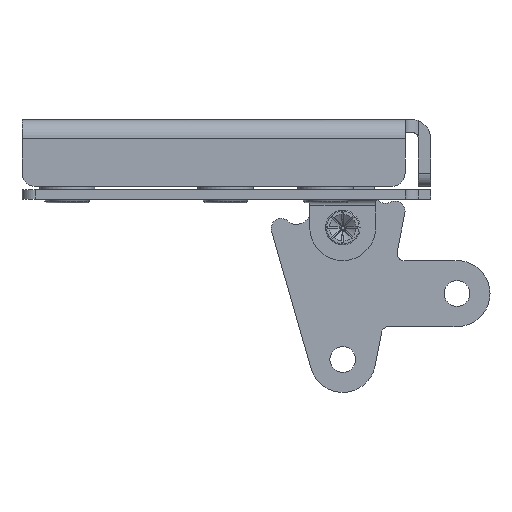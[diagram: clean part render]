
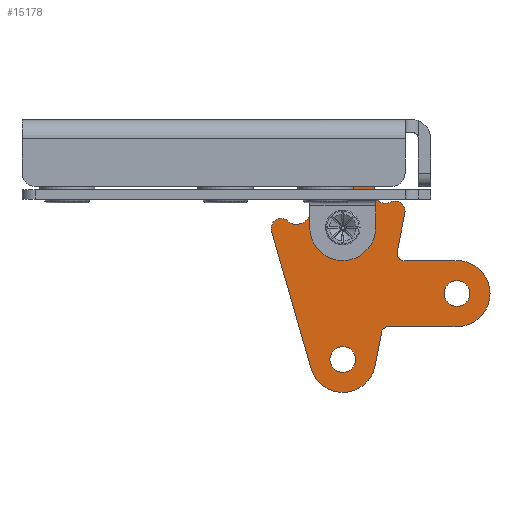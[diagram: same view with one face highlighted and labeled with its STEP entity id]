
A CAD part, front view. The second image highlights one B-rep face of the part: STEP entity #15178.
In plain terms, the highlighted face is planar.
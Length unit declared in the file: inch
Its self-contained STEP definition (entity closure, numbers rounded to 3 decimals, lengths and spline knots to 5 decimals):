
#1115=FACE_BOUND('',#3378,.T.);
#1116=FACE_BOUND('',#3379,.T.);
#1117=FACE_BOUND('',#3380,.T.);
#1447=CIRCLE('',#16269,0.03125);
#1464=CIRCLE('',#16289,0.03125);
#1465=CIRCLE('',#16291,0.06625);
#1466=CIRCLE('',#16294,0.06625);
#1467=CIRCLE('',#16297,0.06625);
#1468=CIRCLE('',#16300,0.06625);
#1469=CIRCLE('',#16303,0.1225);
#1470=CIRCLE('',#16305,0.1225);
#1471=CIRCLE('',#16307,0.19625);
#1472=CIRCLE('',#16310,0.3125);
#1473=CIRCLE('',#16313,0.09375);
#1474=CIRCLE('',#16315,0.125);
#1475=CIRCLE('',#16319,0.25);
#1476=CIRCLE('',#16321,0.09375);
#1477=CIRCLE('',#16323,0.09375);
#1478=CIRCLE('',#16326,0.3125);
#2452=FACE_OUTER_BOUND('',#3377,.T.);
#3377=EDGE_LOOP('',(#13522,#13523,#13524,#13525,#13526,#13527,#13528,#13529,
#13530,#13531,#13532,#13533,#13534,#13535,#13536,#13537,#13538,#13539,#13540,
#13541,#13542,#13543,#13544));
#3378=EDGE_LOOP('',(#13545));
#3379=EDGE_LOOP('',(#13546));
#3380=EDGE_LOOP('',(#13547));
#4580=LINE('',#27562,#5795);
#4585=LINE('',#27575,#5800);
#4588=LINE('',#27583,#5803);
#4592=LINE('',#27593,#5807);
#4596=LINE('',#27603,#5811);
#4600=LINE('',#27618,#5815);
#4603=LINE('',#27626,#5818);
#4607=LINE('',#27637,#5822);
#4608=LINE('',#27640,#5823);
#4612=LINE('',#27654,#5827);
#5795=VECTOR('',#19241,0.3937);
#5800=VECTOR('',#19256,0.3937);
#5803=VECTOR('',#19265,0.3937);
#5807=VECTOR('',#19275,0.3937);
#5811=VECTOR('',#19285,0.3937);
#5815=VECTOR('',#19303,0.3937);
#5818=VECTOR('',#19312,0.3937);
#5822=VECTOR('',#19326,0.3937);
#5823=VECTOR('',#19329,0.3937);
#5827=VECTOR('',#19347,0.3937);
#7158=VERTEX_POINT('',#27502);
#7159=VERTEX_POINT('',#27503);
#7186=VERTEX_POINT('',#27561);
#7187=VERTEX_POINT('',#27565);
#7188=VERTEX_POINT('',#27569);
#7189=VERTEX_POINT('',#27570);
#7190=VERTEX_POINT('',#27577);
#7191=VERTEX_POINT('',#27579);
#7192=VERTEX_POINT('',#27585);
#7193=VERTEX_POINT('',#27587);
#7194=VERTEX_POINT('',#27591);
#7195=VERTEX_POINT('',#27595);
#7196=VERTEX_POINT('',#27597);
#7197=VERTEX_POINT('',#27601);
#7198=VERTEX_POINT('',#27605);
#7199=VERTEX_POINT('',#27609);
#7200=VERTEX_POINT('',#27613);
#7201=VERTEX_POINT('',#27617);
#7202=VERTEX_POINT('',#27621);
#7203=VERTEX_POINT('',#27625);
#7204=VERTEX_POINT('',#27629);
#7205=VERTEX_POINT('',#27633);
#7206=VERTEX_POINT('',#27639);
#7207=VERTEX_POINT('',#27643);
#7208=VERTEX_POINT('',#27647);
#7209=VERTEX_POINT('',#27653);
#9274=EDGE_CURVE('',#7158,#7159,#1447,.T.);
#9303=EDGE_CURVE('',#7159,#7186,#4580,.T.);
#9305=EDGE_CURVE('',#7186,#7187,#1464,.T.);
#9307=EDGE_CURVE('',#7188,#7189,#1465,.T.);
#9310=EDGE_CURVE('',#7189,#7158,#4585,.T.);
#9312=EDGE_CURVE('',#7190,#7191,#1466,.T.);
#9314=EDGE_CURVE('',#7187,#7190,#4588,.T.);
#9316=EDGE_CURVE('',#7192,#7193,#1467,.T.);
#9319=EDGE_CURVE('',#7194,#7192,#4592,.T.);
#9321=EDGE_CURVE('',#7195,#7196,#1468,.T.);
#9324=EDGE_CURVE('',#7197,#7195,#4596,.T.);
#9326=EDGE_CURVE('',#7198,#7198,#1469,.T.);
#9328=EDGE_CURVE('',#7199,#7199,#1470,.T.);
#9330=EDGE_CURVE('',#7200,#7200,#1471,.T.);
#9331=EDGE_CURVE('',#7193,#7201,#4600,.T.);
#9333=EDGE_CURVE('',#7201,#7202,#1472,.T.);
#9335=EDGE_CURVE('',#7202,#7203,#4603,.T.);
#9337=EDGE_CURVE('',#7203,#7204,#1473,.T.);
#9339=EDGE_CURVE('',#7204,#7205,#1474,.T.);
#9341=EDGE_CURVE('',#7205,#7188,#4607,.T.);
#9342=EDGE_CURVE('',#7191,#7206,#4608,.T.);
#9344=EDGE_CURVE('',#7206,#7207,#1475,.T.);
#9346=EDGE_CURVE('',#7207,#7208,#1476,.T.);
#9348=EDGE_CURVE('',#7208,#7197,#1477,.T.);
#9349=EDGE_CURVE('',#7196,#7209,#4612,.T.);
#9351=EDGE_CURVE('',#7209,#7194,#1478,.T.);
#13522=ORIENTED_EDGE('',*,*,#9274,.F.);
#13523=ORIENTED_EDGE('',*,*,#9310,.F.);
#13524=ORIENTED_EDGE('',*,*,#9307,.F.);
#13525=ORIENTED_EDGE('',*,*,#9341,.F.);
#13526=ORIENTED_EDGE('',*,*,#9339,.F.);
#13527=ORIENTED_EDGE('',*,*,#9337,.F.);
#13528=ORIENTED_EDGE('',*,*,#9335,.F.);
#13529=ORIENTED_EDGE('',*,*,#9333,.F.);
#13530=ORIENTED_EDGE('',*,*,#9331,.F.);
#13531=ORIENTED_EDGE('',*,*,#9316,.F.);
#13532=ORIENTED_EDGE('',*,*,#9319,.F.);
#13533=ORIENTED_EDGE('',*,*,#9351,.F.);
#13534=ORIENTED_EDGE('',*,*,#9349,.F.);
#13535=ORIENTED_EDGE('',*,*,#9321,.F.);
#13536=ORIENTED_EDGE('',*,*,#9324,.F.);
#13537=ORIENTED_EDGE('',*,*,#9348,.F.);
#13538=ORIENTED_EDGE('',*,*,#9346,.F.);
#13539=ORIENTED_EDGE('',*,*,#9344,.F.);
#13540=ORIENTED_EDGE('',*,*,#9342,.F.);
#13541=ORIENTED_EDGE('',*,*,#9312,.F.);
#13542=ORIENTED_EDGE('',*,*,#9314,.F.);
#13543=ORIENTED_EDGE('',*,*,#9305,.F.);
#13544=ORIENTED_EDGE('',*,*,#9303,.F.);
#13545=ORIENTED_EDGE('',*,*,#9326,.T.);
#13546=ORIENTED_EDGE('',*,*,#9328,.T.);
#13547=ORIENTED_EDGE('',*,*,#9330,.T.);
#14400=PLANE('',#16327);
#15178=ADVANCED_FACE('',(#2452,#1115,#1116,#1117),#14400,.F.);
#16269=AXIS2_PLACEMENT_3D('',#27504,#19191,#19192);
#16289=AXIS2_PLACEMENT_3D('',#27566,#19245,#19246);
#16291=AXIS2_PLACEMENT_3D('',#27571,#19250,#19251);
#16294=AXIS2_PLACEMENT_3D('',#27580,#19260,#19261);
#16297=AXIS2_PLACEMENT_3D('',#27588,#19269,#19270);
#16300=AXIS2_PLACEMENT_3D('',#27598,#19279,#19280);
#16303=AXIS2_PLACEMENT_3D('',#27607,#19289,#19290);
#16305=AXIS2_PLACEMENT_3D('',#27611,#19294,#19295);
#16307=AXIS2_PLACEMENT_3D('',#27615,#19299,#19300);
#16310=AXIS2_PLACEMENT_3D('',#27622,#19307,#19308);
#16313=AXIS2_PLACEMENT_3D('',#27630,#19316,#19317);
#16315=AXIS2_PLACEMENT_3D('',#27634,#19321,#19322);
#16319=AXIS2_PLACEMENT_3D('',#27644,#19333,#19334);
#16321=AXIS2_PLACEMENT_3D('',#27648,#19338,#19339);
#16323=AXIS2_PLACEMENT_3D('',#27651,#19343,#19344);
#16326=AXIS2_PLACEMENT_3D('',#27657,#19351,#19352);
#16327=AXIS2_PLACEMENT_3D('',#27658,#19353,#19354);
#19191=DIRECTION('center_axis',(0.,0.,1.));
#19192=DIRECTION('ref_axis',(-0.819,0.574,0.));
#19241=DIRECTION('',(0.,-1.,0.));
#19245=DIRECTION('center_axis',(0.,0.,1.));
#19246=DIRECTION('ref_axis',(-0.707,-0.707,0.));
#19250=DIRECTION('center_axis',(0.,0.,1.));
#19251=DIRECTION('ref_axis',(-0.174,0.985,0.));
#19256=DIRECTION('',(-0.94,-0.342,0.));
#19260=DIRECTION('center_axis',(0.,0.,-1.));
#19261=DIRECTION('ref_axis',(0.707,0.707,0.));
#19265=DIRECTION('',(1.,0.,0.));
#19269=DIRECTION('center_axis',(0.,0.,-1.));
#19270=DIRECTION('ref_axis',(-0.772,0.636,0.));
#19275=DIRECTION('',(0.,1.,0.));
#19279=DIRECTION('center_axis',(0.,0.,-1.));
#19280=DIRECTION('ref_axis',(0.636,0.772,0.));
#19285=DIRECTION('',(0.982,0.191,0.));
#19289=DIRECTION('center_axis',(0.,0.,1.));
#19290=DIRECTION('ref_axis',(-1.,0.,0.));
#19294=DIRECTION('center_axis',(0.,0.,1.));
#19295=DIRECTION('ref_axis',(-1.,0.,0.));
#19299=DIRECTION('center_axis',(0.,0.,1.));
#19300=DIRECTION('ref_axis',(-1.,0.,0.));
#19303=DIRECTION('',(0.982,0.191,0.));
#19307=DIRECTION('center_axis',(0.,0.,1.));
#19308=DIRECTION('ref_axis',(-0.191,0.982,0.));
#19312=DIRECTION('',(-0.961,0.276,0.));
#19316=DIRECTION('center_axis',(0.,0.,1.));
#19317=DIRECTION('ref_axis',(-0.276,-0.961,0.));
#19321=DIRECTION('center_axis',(0.,0.,-1.));
#19322=DIRECTION('ref_axis',(0.,-1.,0.));
#19326=DIRECTION('',(-1.,0.,0.));
#19329=DIRECTION('',(0.,-1.,0.));
#19333=DIRECTION('center_axis',(0.,0.,1.));
#19334=DIRECTION('ref_axis',(1.,0.,0.));
#19338=DIRECTION('center_axis',(0.,0.,-1.));
#19339=DIRECTION('ref_axis',(0.877,-0.481,0.));
#19343=DIRECTION('center_axis',(0.,0.,1.));
#19344=DIRECTION('ref_axis',(0.877,-0.481,0.));
#19347=DIRECTION('',(0.,-1.,0.));
#19351=DIRECTION('center_axis',(0.,0.,1.));
#19352=DIRECTION('ref_axis',(1.,0.,0.));
#19353=DIRECTION('center_axis',(0.,0.,1.));
#19354=DIRECTION('ref_axis',(1.,0.,0.));
#27502=CARTESIAN_POINT('',(-0.82444,0.21152,-0.0897));
#27503=CARTESIAN_POINT('',(-0.845,0.18216,-0.0897));
#27504=CARTESIAN_POINT('Origin',(-0.81375,0.18216,-0.0897));
#27561=CARTESIAN_POINT('',(-0.845,0.13425,-0.0897));
#27562=CARTESIAN_POINT('',(-0.845,0.103,-0.0897));
#27565=CARTESIAN_POINT('',(-0.81375,0.103,-0.0897));
#27566=CARTESIAN_POINT('Origin',(-0.81375,0.13425,-0.0897));
#27569=CARTESIAN_POINT('',(-0.53532,0.3125,-0.0897));
#27570=CARTESIAN_POINT('',(-0.55798,0.3085,-0.0897));
#27571=CARTESIAN_POINT('Origin',(-0.53532,0.24625,-0.0897));
#27575=CARTESIAN_POINT('',(-0.845,0.20404,-0.0897));
#27577=CARTESIAN_POINT('',(-0.62875,0.103,-0.0897));
#27579=CARTESIAN_POINT('',(-0.5625,0.03675,-0.0897));
#27580=CARTESIAN_POINT('Origin',(-0.62875,0.03675,-0.0897));
#27583=CARTESIAN_POINT('',(-0.5625,0.103,-0.0897));
#27585=CARTESIAN_POINT('',(0.9375,-0.43363,-0.0897));
#27587=CARTESIAN_POINT('',(0.99112,-0.3686,-0.0897));
#27588=CARTESIAN_POINT('Origin',(1.00375,-0.43363,-0.0897));
#27591=CARTESIAN_POINT('',(0.9375,-1.083,-0.0897));
#27593=CARTESIAN_POINT('',(0.9375,-0.37901,-0.0897));
#27595=CARTESIAN_POINT('',(0.23362,-0.51567,-0.0897));
#27597=CARTESIAN_POINT('',(0.3125,-0.5807,-0.0897));
#27598=CARTESIAN_POINT('Origin',(0.24625,-0.5807,-0.0897));
#27601=CARTESIAN_POINT('',(-0.14038,-0.58828,-0.0897));
#27603=CARTESIAN_POINT('',(0.3125,-0.50035,-0.0897));
#27605=CARTESIAN_POINT('',(0.7475,-1.083,-0.0897));
#27607=CARTESIAN_POINT('Origin',(0.625,-1.083,-0.0897));
#27609=CARTESIAN_POINT('',(1.3725,0.,-0.0897));
#27611=CARTESIAN_POINT('Origin',(1.25,0.,-0.0897));
#27613=CARTESIAN_POINT('',(0.19625,0.,-0.0897));
#27615=CARTESIAN_POINT('Origin',(0.,0.,-0.0897));
#27617=CARTESIAN_POINT('',(1.30956,-0.30677,-0.0897));
#27618=CARTESIAN_POINT('',(1.30956,-0.30677,-0.0897));
#27621=CARTESIAN_POINT('',(1.33618,0.30038,-0.0897));
#27622=CARTESIAN_POINT('Origin',(1.25,0.,-0.0897));
#27625=CARTESIAN_POINT('',(0.0326,0.67436,-0.0897));
#27626=CARTESIAN_POINT('',(0.0326,0.67436,-0.0897));
#27629=CARTESIAN_POINT('',(-0.06277,0.52136,-0.0897));
#27630=CARTESIAN_POINT('Origin',(0.00675,0.58425,-0.0897));
#27633=CARTESIAN_POINT('',(-0.15547,0.3125,-0.0897));
#27634=CARTESIAN_POINT('Origin',(-0.15547,0.4375,-0.0897));
#27637=CARTESIAN_POINT('',(-0.547,0.3125,-0.0897));
#27639=CARTESIAN_POINT('',(-0.5625,-0.0625,-0.0897));
#27640=CARTESIAN_POINT('',(-0.5625,-0.0625,-0.0897));
#27643=CARTESIAN_POINT('',(-0.31989,-0.31239,-0.0897));
#27644=CARTESIAN_POINT('Origin',(-0.3125,-0.0625,-0.0897));
#27647=CARTESIAN_POINT('',(-0.24045,-0.45117,-0.0897));
#27648=CARTESIAN_POINT('Origin',(-0.32266,-0.4061,
-0.0897));
#27651=CARTESIAN_POINT('Origin',(-0.15825,-0.49625,-0.0897));
#27653=CARTESIAN_POINT('',(0.3125,-1.083,-0.0897));
#27654=CARTESIAN_POINT('',(0.3125,-1.083,-0.0897));
#27657=CARTESIAN_POINT('Origin',(0.625,-1.083,-0.0897));
#27658=CARTESIAN_POINT('Origin',(0.38409,-0.21508,-0.0897));
